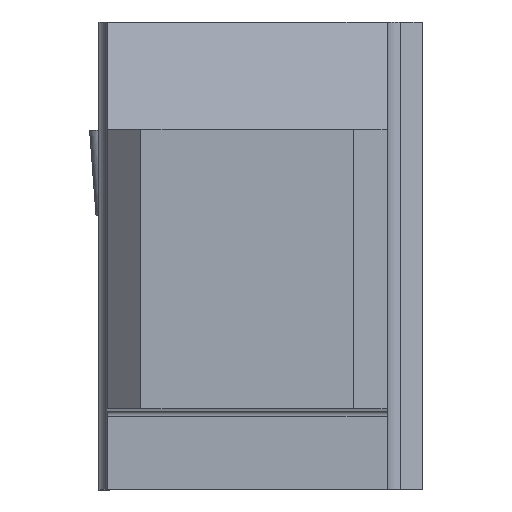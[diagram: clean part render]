
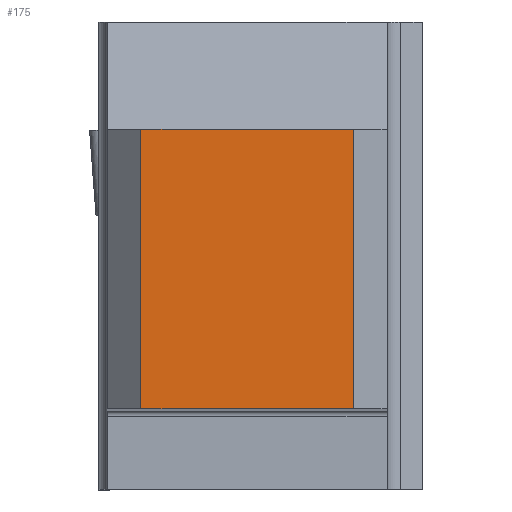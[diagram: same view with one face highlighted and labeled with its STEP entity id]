
A CAD part, top view. The second image highlights one B-rep face of the part: STEP entity #175.
In plain terms, the highlighted planar face has unit normal (0, 0, 1).
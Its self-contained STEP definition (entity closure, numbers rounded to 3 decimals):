
#175=ADVANCED_FACE('CU_BACK_SU1',(#289),#239,.F.);
#239=PLANE('',#1471);
#289=FACE_OUTER_BOUND('',#356,.T.);
#356=EDGE_LOOP('',(#518,#519,#520,#521));
#518=ORIENTED_EDGE('',*,*,#982,.F.);
#519=ORIENTED_EDGE('',*,*,#983,.T.);
#520=ORIENTED_EDGE('',*,*,#984,.T.);
#521=ORIENTED_EDGE('',*,*,#980,.F.);
#838=VERTEX_POINT('',#2060);
#839=VERTEX_POINT('',#2062);
#840=VERTEX_POINT('',#2066);
#841=VERTEX_POINT('',#2068);
#980=EDGE_CURVE('',#838,#839,#1155,.T.);
#982=EDGE_CURVE('',#840,#838,#1157,.T.);
#983=EDGE_CURVE('',#840,#841,#1158,.T.);
#984=EDGE_CURVE('',#841,#839,#1159,.T.);
#1155=LINE('',#2061,#1298);
#1157=LINE('',#2065,#1300);
#1158=LINE('',#2067,#1301);
#1159=LINE('',#2069,#1302);
#1298=VECTOR('',#1671,1.);
#1300=VECTOR('',#1675,1.);
#1301=VECTOR('',#1676,1.);
#1302=VECTOR('',#1677,1.);
#1471=AXIS2_PLACEMENT_3D('',#2070,#1678,#1679);
#1671=DIRECTION('',(1.,0.,0.));
#1675=DIRECTION('',(0.,1.,0.));
#1676=DIRECTION('',(1.,0.,0.));
#1677=DIRECTION('',(0.,1.,0.));
#1678=DIRECTION('',(0.,0.,-1.));
#1679=DIRECTION('',(-1.,0.,0.));
#2060=CARTESIAN_POINT('',(-21.925,24.925,0.));
#2061=CARTESIAN_POINT('',(-110.,24.925,0.));
#2062=CARTESIAN_POINT('',(-3.,24.925,0.));
#2065=CARTESIAN_POINT('',(-21.925,0.,0.));
#2066=CARTESIAN_POINT('',(-21.925,0.,0.));
#2067=CARTESIAN_POINT('',(-110.,0.,0.));
#2068=CARTESIAN_POINT('',(-3.,0.,0.));
#2069=CARTESIAN_POINT('',(-3.,0.,0.));
#2070=CARTESIAN_POINT('',(23.246,44.925,0.));
